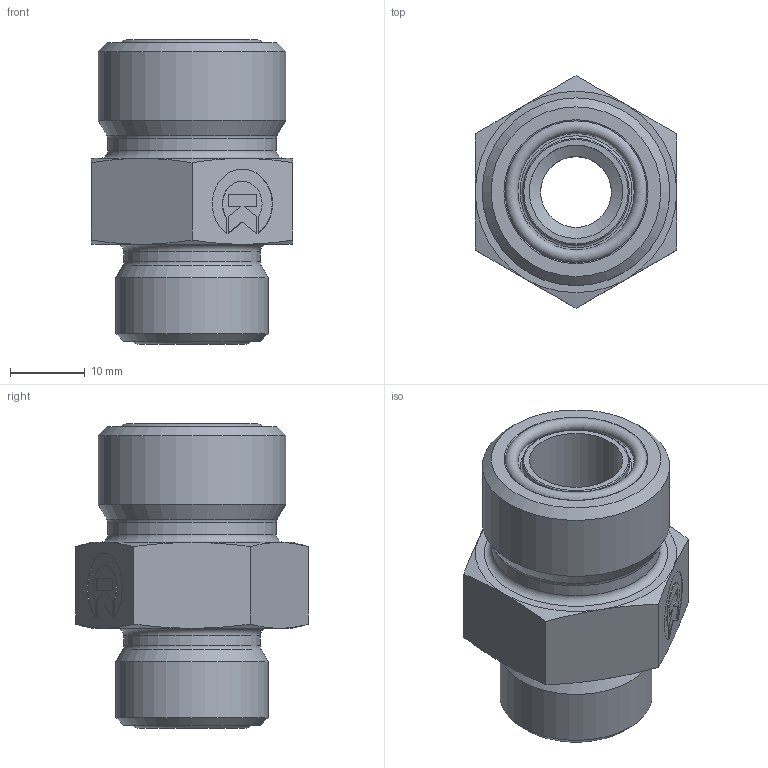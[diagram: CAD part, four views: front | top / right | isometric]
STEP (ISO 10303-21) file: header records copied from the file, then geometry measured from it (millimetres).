
FILE_DESCRIPTION((''),'2;1');
FILE_NAME('203101613Vi.stp','2015-01-09T14:39:58',(''),('KNOMI spol. s r. o.'),'Autodesk Inventor 2012','Autodesk Inventor 2012','');
FILE_SCHEMA(('AUTOMOTIVE_DESIGN { 1 2 10303 214 0 1 1 1 }'));
Length unit declared in the file: millimetre
Products named in the file (4): POS 16x12 (10-8) Vi 1-14 / 13/16-16 (WWW); 203111613; 6015600178Vi; 6012420178Vi
Assembly tree (3 placements, depth 2):
  POS 16x12 (10-8) Vi 1-14 / 13/16-16 (WWW)
    203111613
    6015600178Vi
    6012420178Vi
Bounding box: 27 x 31.18 x 40.82 mm (x, y, z)
Volume: 14595.1 mm3; surface area: 6322.8 mm2
Topology: 3 solids, 3 shells, 89 faces, 200 edges, 123 vertices
Faces by surface type: plane 44, cone 17, cylinder 14, torus 14
Full cylindrical faces by diameter (mm): 9.5 x1, 11.07 x1, 12.5 x1, 14.3 x1, 15.77 x1, 18.25 x1, 19 x1, 20.4 x1, 22.6 x1, 25.15 x1
Entity records: 2400 total; most frequent: CARTESIAN_POINT 434, DIRECTION 396, ORIENTED_EDGE 340, EDGE_CURVE 170, AXIS2_PLACEMENT_3D 154, EDGE_LOOP 128, VERTEX_POINT 120, FACE_OUTER_BOUND 89
